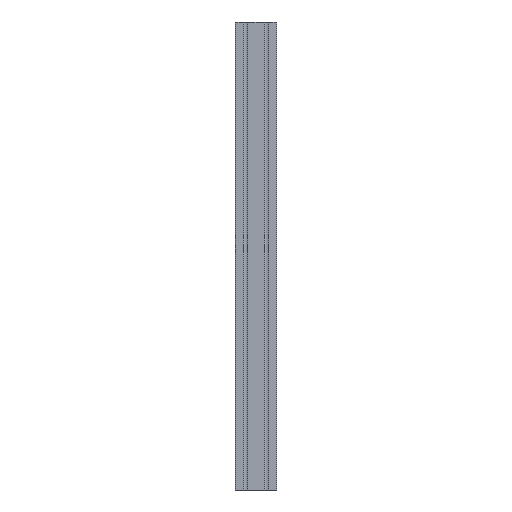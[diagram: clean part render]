
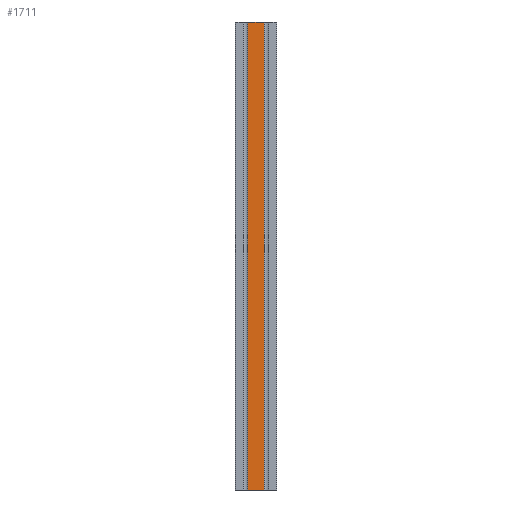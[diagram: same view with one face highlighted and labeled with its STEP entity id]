
A CAD part, front view. The second image highlights one B-rep face of the part: STEP entity #1711.
In plain terms, the highlighted planar face has unit normal (0, -1, 0).
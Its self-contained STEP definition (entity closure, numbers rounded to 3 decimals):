
#11 = CARTESIAN_POINT ( 'NONE',  ( 4.15, -20., 0. ) ) ;
#195 = CARTESIAN_POINT ( 'NONE',  ( 4.15, -20., 900. ) ) ;
#235 = CARTESIAN_POINT ( 'NONE',  ( 35.85, -20., 900. ) ) ;
#402 = LINE ( 'NONE', #195, #2120 ) ;
#460 = PLANE ( 'NONE',  #869 ) ;
#580 = VECTOR ( 'NONE', #1863, 1000. ) ;
#606 = LINE ( 'NONE', #1504, #1317 ) ;
#734 = VERTEX_POINT ( 'NONE', #1114 ) ;
#754 = ORIENTED_EDGE ( 'NONE', *, *, #2597, .F. ) ;
#774 = LINE ( 'NONE', #235, #2225 ) ;
#838 = DIRECTION ( 'NONE',  ( 0., 0., -1. ) ) ;
#869 = AXIS2_PLACEMENT_3D ( 'NONE', #2761, #2585, #1887 ) ;
#942 = CARTESIAN_POINT ( 'NONE',  ( 35.85, -20., 900. ) ) ;
#976 = CARTESIAN_POINT ( 'NONE',  ( 4.15, -20., 900. ) ) ;
#1114 = CARTESIAN_POINT ( 'NONE',  ( 4.15, -20., 0. ) ) ;
#1221 = VERTEX_POINT ( 'NONE', #942 ) ;
#1263 = CARTESIAN_POINT ( 'NONE',  ( 35.85, -20., 0. ) ) ;
#1298 = VERTEX_POINT ( 'NONE', #1263 ) ;
#1317 = VECTOR ( 'NONE', #2429, 1000. ) ;
#1504 = CARTESIAN_POINT ( 'NONE',  ( 4.15, -20., 900. ) ) ;
#1711 = ADVANCED_FACE ( 'NONE', ( #2589 ), #460, .F. ) ;
#1744 = VERTEX_POINT ( 'NONE', #976 ) ;
#1837 = DIRECTION ( 'NONE',  ( 0., 0., -1. ) ) ;
#1863 = DIRECTION ( 'NONE',  ( 1., 0., 0. ) ) ;
#1887 = DIRECTION ( 'NONE',  ( 0., 0., 1. ) ) ;
#2110 = ORIENTED_EDGE ( 'NONE', *, *, #2656, .T. ) ;
#2120 = VECTOR ( 'NONE', #838, 1000. ) ;
#2225 = VECTOR ( 'NONE', #1837, 1000. ) ;
#2261 = EDGE_CURVE ( 'NONE', #734, #1298, #2337, .T. ) ;
#2337 = LINE ( 'NONE', #11, #580 ) ;
#2429 = DIRECTION ( 'NONE',  ( 1., 0., 0. ) ) ;
#2499 = EDGE_LOOP ( 'NONE', ( #2870, #2879, #754, #2110 ) ) ;
#2585 = DIRECTION ( 'NONE',  ( 0., 1., 0. ) ) ;
#2589 = FACE_OUTER_BOUND ( 'NONE', #2499, .T. ) ;
#2597 = EDGE_CURVE ( 'NONE', #1744, #1221, #606, .T. ) ;
#2656 = EDGE_CURVE ( 'NONE', #1744, #734, #402, .T. ) ;
#2761 = CARTESIAN_POINT ( 'NONE',  ( 4.15, -20., 900. ) ) ;
#2870 = ORIENTED_EDGE ( 'NONE', *, *, #2261, .T. ) ;
#2879 = ORIENTED_EDGE ( 'NONE', *, *, #2891, .F. ) ;
#2891 = EDGE_CURVE ( 'NONE', #1221, #1298, #774, .T. ) ;
